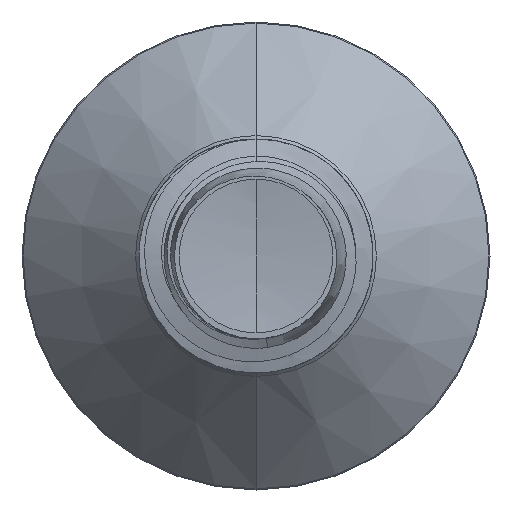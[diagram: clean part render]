
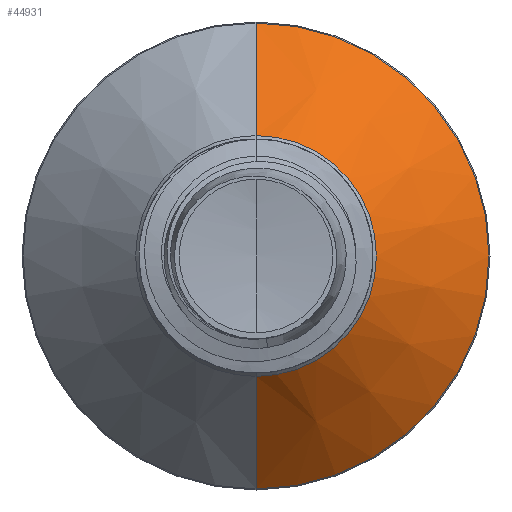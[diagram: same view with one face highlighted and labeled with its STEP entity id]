
A CAD part, front view. The second image highlights one B-rep face of the part: STEP entity #44931.
In plain terms, the highlighted conical face has half-angle 45 degrees and reference radius 3.088 mm.
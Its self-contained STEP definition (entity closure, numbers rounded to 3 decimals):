
#216 = EDGE_CURVE ( 'NONE', #12116, #58228, #37141, .T. ) ;
#6900 = CARTESIAN_POINT ( 'NONE',  ( 0., 39.124, -5.974 ) ) ;
#8354 = DIRECTION ( 'NONE',  ( 0., 0.707, 0.707 ) ) ;
#8561 = ORIENTED_EDGE ( 'NONE', *, *, #11215, .F. ) ;
#8884 = CARTESIAN_POINT ( 'NONE',  ( 0., 36.239, 3.089 ) ) ;
#10000 = EDGE_CURVE ( 'NONE', #20706, #31241, #27047, .T. ) ;
#11215 = EDGE_CURVE ( 'NONE', #20706, #12116, #60585, .T. ) ;
#12116 = VERTEX_POINT ( 'NONE', #56787 ) ;
#13104 = AXIS2_PLACEMENT_3D ( 'NONE', #58966, #41481, #31724 ) ;
#15303 = VECTOR ( 'NONE', #23901, 1000. ) ;
#16815 = LINE ( 'NONE', #56743, #15303 ) ;
#20706 = VERTEX_POINT ( 'NONE', #8884 ) ;
#22099 = AXIS2_PLACEMENT_3D ( 'NONE', #25511, #58193, #30441 ) ;
#23901 = DIRECTION ( 'NONE',  ( 0., 0.707, -0.707 ) ) ;
#25511 = CARTESIAN_POINT ( 'NONE',  ( 0., 36.239, 0. ) ) ;
#25549 = DIRECTION ( 'NONE',  ( 0., 0., 1. ) ) ;
#27047 = CIRCLE ( 'NONE', #22099, 3.089 ) ;
#27826 = CARTESIAN_POINT ( 'NONE',  ( 0., 36.239, 3.089 ) ) ;
#30441 = DIRECTION ( 'NONE',  ( 0., 0., 1. ) ) ;
#30774 = CONICAL_SURFACE ( 'NONE', #13104, 3.089, 0.785 ) ;
#31241 = VERTEX_POINT ( 'NONE', #31677 ) ;
#31677 = CARTESIAN_POINT ( 'NONE',  ( 0., 36.239, -3.089 ) ) ;
#31724 = DIRECTION ( 'NONE',  ( 0., 0., 1. ) ) ;
#35055 = DIRECTION ( 'NONE',  ( 0., 1., 0. ) ) ;
#37014 = ORIENTED_EDGE ( 'NONE', *, *, #50342, .T. ) ;
#37141 = CIRCLE ( 'NONE', #54510, 5.974 ) ;
#37260 = ORIENTED_EDGE ( 'NONE', *, *, #216, .F. ) ;
#39550 = CARTESIAN_POINT ( 'NONE',  ( 0., 39.124, 0. ) ) ;
#41481 = DIRECTION ( 'NONE',  ( 0., 1., 0. ) ) ;
#44931 = ADVANCED_FACE ( 'NONE', ( #56910 ), #30774, .T. ) ;
#47573 = ORIENTED_EDGE ( 'NONE', *, *, #10000, .T. ) ;
#48774 = VECTOR ( 'NONE', #8354, 1000. ) ;
#50342 = EDGE_CURVE ( 'NONE', #31241, #58228, #16815, .T. ) ;
#51755 = EDGE_LOOP ( 'NONE', ( #47573, #37014, #37260, #8561 ) ) ;
#54510 = AXIS2_PLACEMENT_3D ( 'NONE', #39550, #35055, #25549 ) ;
#56743 = CARTESIAN_POINT ( 'NONE',  ( 0., 36.239, -3.089 ) ) ;
#56787 = CARTESIAN_POINT ( 'NONE',  ( 0., 39.124, 5.974 ) ) ;
#56910 = FACE_OUTER_BOUND ( 'NONE', #51755, .T. ) ;
#58193 = DIRECTION ( 'NONE',  ( 0., 1., 0. ) ) ;
#58228 = VERTEX_POINT ( 'NONE', #6900 ) ;
#58966 = CARTESIAN_POINT ( 'NONE',  ( 0., 36.239, 0. ) ) ;
#60585 = LINE ( 'NONE', #27826, #48774 ) ;
